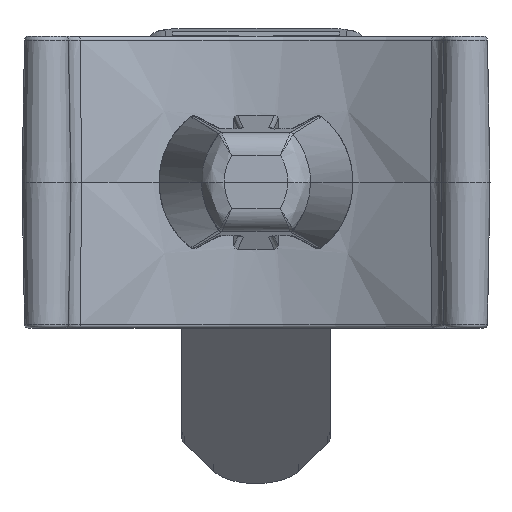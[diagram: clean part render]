
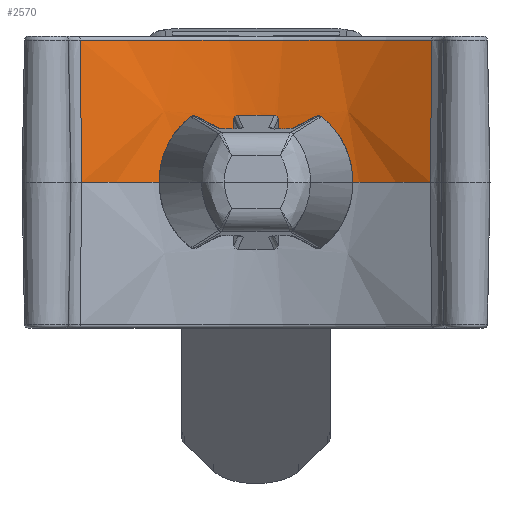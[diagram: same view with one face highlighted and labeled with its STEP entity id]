
A CAD part, front view. The second image highlights one B-rep face of the part: STEP entity #2570.
In plain terms, the highlighted conical face has half-angle 1 degrees and reference radius 9.804 mm.
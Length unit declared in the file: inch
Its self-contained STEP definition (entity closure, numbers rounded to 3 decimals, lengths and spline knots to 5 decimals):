
#1808=CONICAL_SURFACE('',#8033,0.386,1.);
#1877=ELLIPSE('',#8027,15.30023,0.46332);
#1878=ELLIPSE('',#8031,15.30023,0.46332);
#2169=B_SPLINE_CURVE_WITH_KNOTS('',3,(#11685,#11686,#11687,#11688,#11689,
#11690,#11691,#11692,#11693,#11694,#11695,#11696,#11697,#11698,#11699,#11700),
 .UNSPECIFIED.,.F.,.F.,(4,3,3,3,3,4),(0.,0.18518,0.40536,
0.62565,0.8457,1.),.UNSPECIFIED.);
#2170=B_SPLINE_CURVE_WITH_KNOTS('',3,(#11712,#11713,#11714,#11715,#11716,
#11717,#11718,#11719,#11720,#11721,#11722,#11723,#11724,#11725,#11726,#11727),
 .UNSPECIFIED.,.F.,.F.,(4,3,3,3,3,4),(0.,0.18154,0.40064,
0.62015,0.84022,1.),.UNSPECIFIED.);
#2300=CIRCLE('',#8028,0.386);
#2301=CIRCLE('',#8029,0.38914);
#2302=CIRCLE('',#8030,0.386);
#2303=CIRCLE('',#8032,0.38748);
#2570=ADVANCED_FACE('',(#3079),#1808,.F.);
#3079=FACE_OUTER_BOUND('',#3470,.T.);
#3470=EDGE_LOOP('',(#4219,#4220,#4221,#4222,#4223,#4224,#4225,#4226,#4227,
#4228));
#4219=ORIENTED_EDGE('',*,*,#6409,.T.);
#4220=ORIENTED_EDGE('',*,*,#6410,.T.);
#4221=ORIENTED_EDGE('',*,*,#6411,.F.);
#4222=ORIENTED_EDGE('',*,*,#6407,.F.);
#4223=ORIENTED_EDGE('',*,*,#6412,.T.);
#4224=ORIENTED_EDGE('',*,*,#6413,.T.);
#4225=ORIENTED_EDGE('',*,*,#6414,.F.);
#4226=ORIENTED_EDGE('',*,*,#6415,.F.);
#4227=ORIENTED_EDGE('',*,*,#6416,.T.);
#4228=ORIENTED_EDGE('',*,*,#6417,.F.);
#5673=VERTEX_POINT('',#10639);
#5683=VERTEX_POINT('',#10661);
#5792=VERTEX_POINT('',#11680);
#5793=VERTEX_POINT('',#11682);
#5794=VERTEX_POINT('',#11701);
#5795=VERTEX_POINT('',#11702);
#5796=VERTEX_POINT('',#11706);
#5797=VERTEX_POINT('',#11708);
#5798=VERTEX_POINT('',#11711);
#5799=VERTEX_POINT('',#11728);
#6407=EDGE_CURVE('',#5792,#5793,#7165,.T.);
#6409=EDGE_CURVE('',#5794,#5795,#2169,.T.);
#6410=EDGE_CURVE('',#5795,#5683,#1877,.T.);
#6411=EDGE_CURVE('',#5793,#5683,#2300,.T.);
#6412=EDGE_CURVE('',#5792,#5796,#2301,.T.);
#6413=EDGE_CURVE('',#5796,#5797,#7166,.T.);
#6414=EDGE_CURVE('',#5673,#5797,#2302,.T.);
#6415=EDGE_CURVE('',#5798,#5673,#1878,.T.);
#6416=EDGE_CURVE('',#5798,#5799,#2170,.T.);
#6417=EDGE_CURVE('',#5794,#5799,#2303,.T.);
#7165=LINE('',#11681,#7579);
#7166=LINE('',#11707,#7580);
#7579=VECTOR('',#8995,1.);
#7580=VECTOR('',#9006,1.);
#8027=AXIS2_PLACEMENT_3D('',#11703,#9000,#9001);
#8028=AXIS2_PLACEMENT_3D('',#11704,#9002,#9003);
#8029=AXIS2_PLACEMENT_3D('',#11705,#9004,#9005);
#8030=AXIS2_PLACEMENT_3D('',#11709,#9007,#9008);
#8031=AXIS2_PLACEMENT_3D('',#11710,#9009,#9010);
#8032=AXIS2_PLACEMENT_3D('',#11729,#9011,#9012);
#8033=AXIS2_PLACEMENT_3D('',#11730,#9013,#9014);
#8995=DIRECTION('',(-0.01,-0.014,-1.));
#9000=DIRECTION('',(-0.999,0.,-0.035));
#9001=DIRECTION('',(-0.035,0.,0.999));
#9002=DIRECTION('',(0.,0.,1.));
#9003=DIRECTION('',(1.,0.,0.));
#9004=DIRECTION('',(0.,0.,1.));
#9005=DIRECTION('',(-1.,0.,0.));
#9006=DIRECTION('',(0.01,-0.014,-1.));
#9007=DIRECTION('',(0.,0.,1.));
#9008=DIRECTION('',(1.,0.,0.));
#9009=DIRECTION('',(-0.999,0.,0.035));
#9010=DIRECTION('',(0.035,0.,0.999));
#9011=DIRECTION('',(0.,0.,1.));
#9012=DIRECTION('',(-1.,0.,0.));
#9013=DIRECTION('',(0.,0.,1.));
#9014=DIRECTION('',(1.,0.,0.));
#10639=CARTESIAN_POINT('',(-0.031,-0.03925,0.));
#10661=CARTESIAN_POINT('',(0.031,-0.03925,0.));
#11680=CARTESIAN_POINT('',(0.22273,-0.1049,0.18009));
#11681=CARTESIAN_POINT('',(0.20261,-0.13372,-1.83328));
#11682=CARTESIAN_POINT('',(0.22093,-0.10748,0.));
#11685=CARTESIAN_POINT('',(0.0232,-0.03721,0.085));
#11686=CARTESIAN_POINT('',(0.02367,-0.03724,0.085));
#11687=CARTESIAN_POINT('',(0.02415,-0.03727,0.08493));
#11688=CARTESIAN_POINT('',(0.0246,-0.0373,0.0848));
#11689=CARTESIAN_POINT('',(0.02514,-0.03734,0.08464));
#11690=CARTESIAN_POINT('',(0.02566,-0.03738,0.08439));
#11691=CARTESIAN_POINT('',(0.02611,-0.03741,0.08406));
#11692=CARTESIAN_POINT('',(0.02657,-0.03745,0.08374));
#11693=CARTESIAN_POINT('',(0.02697,-0.03749,0.08333));
#11694=CARTESIAN_POINT('',(0.0273,-0.03752,0.08287));
#11695=CARTESIAN_POINT('',(0.02762,-0.03755,0.08241));
#11696=CARTESIAN_POINT('',(0.02786,-0.03757,0.08189));
#11697=CARTESIAN_POINT('',(0.02801,-0.03759,0.08135));
#11698=CARTESIAN_POINT('',(0.02812,-0.03761,0.08097));
#11699=CARTESIAN_POINT('',(0.02818,-0.03762,0.08057));
#11700=CARTESIAN_POINT('',(0.0282,-0.03763,0.08017));
#11701=CARTESIAN_POINT('',(0.0232,-0.03721,0.085));
#11702=CARTESIAN_POINT('',(0.0282,-0.03763,0.08017));
#11703=CARTESIAN_POINT('',(-0.2669,-0.424,8.51915));
#11704=CARTESIAN_POINT('',(0.,-0.424,0.));
#11705=CARTESIAN_POINT('',(0.,-0.424,0.18009));
#11706=CARTESIAN_POINT('',(-0.22273,-0.1049,0.18009));
#11707=CARTESIAN_POINT('',(-0.20261,-0.13372,-1.83328));
#11708=CARTESIAN_POINT('',(-0.22093,-0.10748,0.));
#11709=CARTESIAN_POINT('',(0.,-0.424,0.));
#11710=CARTESIAN_POINT('',(0.2669,-0.424,8.51915));
#11711=CARTESIAN_POINT('',(-0.0282,-0.03763,0.08017));
#11712=CARTESIAN_POINT('',(-0.0282,-0.03763,0.08017));
#11713=CARTESIAN_POINT('',(-0.02818,-0.03762,0.08064));
#11714=CARTESIAN_POINT('',(-0.0281,-0.0376,0.0811));
#11715=CARTESIAN_POINT('',(-0.02796,-0.03759,0.08154));
#11716=CARTESIAN_POINT('',(-0.02778,-0.03756,0.08207));
#11717=CARTESIAN_POINT('',(-0.02752,-0.03754,0.08258));
#11718=CARTESIAN_POINT('',(-0.02718,-0.03751,0.08303));
#11719=CARTESIAN_POINT('',(-0.02684,-0.03747,0.08347));
#11720=CARTESIAN_POINT('',(-0.02642,-0.03744,0.08387));
#11721=CARTESIAN_POINT('',(-0.02595,-0.0374,0.08417));
#11722=CARTESIAN_POINT('',(-0.02549,-0.03736,0.08448));
#11723=CARTESIAN_POINT('',(-0.02496,-0.03733,0.08471));
#11724=CARTESIAN_POINT('',(-0.02442,-0.03729,0.08485));
#11725=CARTESIAN_POINT('',(-0.02402,-0.03726,0.08495));
#11726=CARTESIAN_POINT('',(-0.02361,-0.03724,0.085));
#11727=CARTESIAN_POINT('',(-0.0232,-0.03721,0.085));
#11728=CARTESIAN_POINT('',(-0.0232,-0.03721,0.085));
#11729=CARTESIAN_POINT('',(0.,-0.424,0.085));
#11730=CARTESIAN_POINT('',(0.,-0.424,0.));
